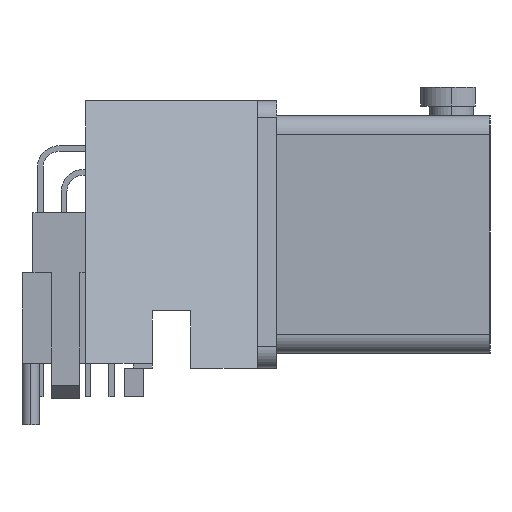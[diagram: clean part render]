
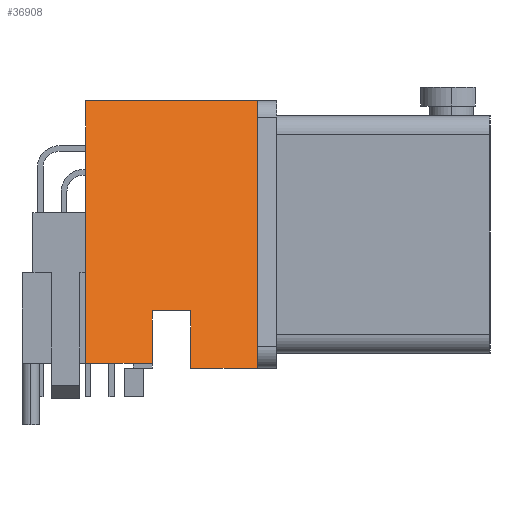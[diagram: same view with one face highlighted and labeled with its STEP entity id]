
A CAD part, left-side view. The second image highlights one B-rep face of the part: STEP entity #36908.
In plain terms, the highlighted planar face has unit normal (-0.93, 0, 0.366).
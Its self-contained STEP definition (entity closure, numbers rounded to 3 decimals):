
#211 = EDGE_CURVE ( 'NONE', #29093, #62504, #9484, .T. ) ;
#314 = LINE ( 'NONE', #23252, #69126 ) ;
#705 = CARTESIAN_POINT ( 'NONE',  ( -71.815, 17.87, 0. ) ) ;
#2175 = LINE ( 'NONE', #31844, #24455 ) ;
#2391 = LINE ( 'NONE', #14099, #6829 ) ;
#2568 = CARTESIAN_POINT ( 'NONE',  ( -65.4, 17.87, 16.285 ) ) ;
#3428 = DIRECTION ( 'NONE',  ( 0.367, 0., 0.93 ) ) ;
#4507 = EDGE_CURVE ( 'NONE', #46402, #62504, #314, .T. ) ;
#5442 = LINE ( 'NONE', #27554, #36288 ) ;
#5446 = VERTEX_POINT ( 'NONE', #68543 ) ;
#5493 = DIRECTION ( 'NONE',  ( -0.367, 0., -0.93 ) ) ;
#6829 = VECTOR ( 'NONE', #25622, 1000. ) ;
#7359 = VERTEX_POINT ( 'NONE', #19450 ) ;
#8764 = EDGE_CURVE ( 'NONE', #11526, #39489, #5442, .T. ) ;
#9295 = CARTESIAN_POINT ( 'NONE',  ( -60.786, 17.87, 28. ) ) ;
#9325 = LINE ( 'NONE', #65240, #70643 ) ;
#9484 = LINE ( 'NONE', #49278, #48555 ) ;
#11526 = VERTEX_POINT ( 'NONE', #61534 ) ;
#12055 = DIRECTION ( 'NONE',  ( 0., 1., 0. ) ) ;
#12217 = EDGE_CURVE ( 'NONE', #7359, #46402, #9325, .T. ) ;
#13852 = DIRECTION ( 'NONE',  ( 0.367, 0., 0.93 ) ) ;
#14099 = CARTESIAN_POINT ( 'NONE',  ( -71.815, 17.87, 0. ) ) ;
#14568 = ORIENTED_EDGE ( 'NONE', *, *, #12217, .T. ) ;
#14875 = DIRECTION ( 'NONE',  ( 0.367, 0., 0.93 ) ) ;
#15965 = VECTOR ( 'NONE', #5493, 1000. ) ;
#19450 = CARTESIAN_POINT ( 'NONE',  ( -66.874, -0.13, 12.544 ) ) ;
#19590 = LINE ( 'NONE', #54442, #36957 ) ;
#21399 = ORIENTED_EDGE ( 'NONE', *, *, #53547, .T. ) ;
#22690 = VERTEX_POINT ( 'NONE', #37972 ) ;
#23252 = CARTESIAN_POINT ( 'NONE',  ( -60.786, -0.13, 28. ) ) ;
#23486 = ORIENTED_EDGE ( 'NONE', *, *, #50311, .F. ) ;
#24455 = VECTOR ( 'NONE', #37897, 1000. ) ;
#24956 = CARTESIAN_POINT ( 'NONE',  ( -60.786, -0.13, 28. ) ) ;
#25622 = DIRECTION ( 'NONE',  ( 0.367, 0., 0.93 ) ) ;
#27226 = ORIENTED_EDGE ( 'NONE', *, *, #46882, .F. ) ;
#27554 = CARTESIAN_POINT ( 'NONE',  ( -71.618, -0.13, 0.5 ) ) ;
#28414 = ORIENTED_EDGE ( 'NONE', *, *, #70060, .F. ) ;
#29093 = VERTEX_POINT ( 'NONE', #2568 ) ;
#30626 = VERTEX_POINT ( 'NONE', #64098 ) ;
#31155 = DIRECTION ( 'NONE',  ( 0.367, 0., 0.93 ) ) ;
#31844 = CARTESIAN_POINT ( 'NONE',  ( -69.452, -0.13, 6. ) ) ;
#33045 = ORIENTED_EDGE ( 'NONE', *, *, #47919, .T. ) ;
#36288 = VECTOR ( 'NONE', #39607, 1000. ) ;
#36908 = ADVANCED_FACE ( 'NONE', ( #48465 ), #37566, .T. ) ;
#36957 = VECTOR ( 'NONE', #55187, 1000. ) ;
#37566 = PLANE ( 'NONE',  #57874 ) ;
#37580 = EDGE_CURVE ( 'NONE', #22690, #43652, #2175, .T. ) ;
#37790 = LINE ( 'NONE', #71966, #66922 ) ;
#37897 = DIRECTION ( 'NONE',  ( 0., 1., 0. ) ) ;
#37972 = CARTESIAN_POINT ( 'NONE',  ( -69.452, 6.87, 6. ) ) ;
#38567 = CARTESIAN_POINT ( 'NONE',  ( -71.618, 17.87, 0.5 ) ) ;
#39489 = VERTEX_POINT ( 'NONE', #38567 ) ;
#39607 = DIRECTION ( 'NONE',  ( 0., 1., 0. ) ) ;
#41176 = CARTESIAN_POINT ( 'NONE',  ( -71.815, 10.87, 0. ) ) ;
#43586 = CARTESIAN_POINT ( 'NONE',  ( -71.815, -0.13, 0. ) ) ;
#43652 = VERTEX_POINT ( 'NONE', #72600 ) ;
#46402 = VERTEX_POINT ( 'NONE', #24956 ) ;
#46882 = EDGE_CURVE ( 'NONE', #5446, #22690, #19590, .T. ) ;
#47146 = LINE ( 'NONE', #41176, #15965 ) ;
#47919 = EDGE_CURVE ( 'NONE', #5446, #30626, #52579, .T. ) ;
#48465 = FACE_OUTER_BOUND ( 'NONE', #57378, .T. ) ;
#48555 = VECTOR ( 'NONE', #3428, 1000. ) ;
#49278 = CARTESIAN_POINT ( 'NONE',  ( -71.815, 17.87, 0. ) ) ;
#49875 = ORIENTED_EDGE ( 'NONE', *, *, #37580, .F. ) ;
#50311 = EDGE_CURVE ( 'NONE', #43652, #11526, #47146, .T. ) ;
#51409 = VECTOR ( 'NONE', #53294, 1000. ) ;
#52579 = LINE ( 'NONE', #705, #51409 ) ;
#53294 = DIRECTION ( 'NONE',  ( 0., -1., 0. ) ) ;
#53547 = EDGE_CURVE ( 'NONE', #30626, #7359, #37790, .T. ) ;
#54442 = CARTESIAN_POINT ( 'NONE',  ( -71.815, 6.87, 0. ) ) ;
#55187 = DIRECTION ( 'NONE',  ( 0.367, 0., 0.93 ) ) ;
#56502 = ORIENTED_EDGE ( 'NONE', *, *, #211, .F. ) ;
#57378 = EDGE_LOOP ( 'NONE', ( #68848, #23486, #49875, #27226, #33045, #21399, #14568, #60863, #56502, #28414 ) ) ;
#57874 = AXIS2_PLACEMENT_3D ( 'NONE', #43586, #60409, #31155 ) ;
#60409 = DIRECTION ( 'NONE',  ( -0.93, 0., 0.367 ) ) ;
#60863 = ORIENTED_EDGE ( 'NONE', *, *, #4507, .T. ) ;
#61534 = CARTESIAN_POINT ( 'NONE',  ( -71.618, 10.87, 0.5 ) ) ;
#62504 = VERTEX_POINT ( 'NONE', #9295 ) ;
#64098 = CARTESIAN_POINT ( 'NONE',  ( -71.815, -0.13, 0. ) ) ;
#65240 = CARTESIAN_POINT ( 'NONE',  ( -71.815, -0.13, 0. ) ) ;
#66922 = VECTOR ( 'NONE', #14875, 1000. ) ;
#68543 = CARTESIAN_POINT ( 'NONE',  ( -71.815, 6.87, 0. ) ) ;
#68848 = ORIENTED_EDGE ( 'NONE', *, *, #8764, .F. ) ;
#69126 = VECTOR ( 'NONE', #12055, 1000. ) ;
#70060 = EDGE_CURVE ( 'NONE', #39489, #29093, #2391, .T. ) ;
#70643 = VECTOR ( 'NONE', #13852, 1000. ) ;
#71966 = CARTESIAN_POINT ( 'NONE',  ( -71.815, -0.13, 0. ) ) ;
#72600 = CARTESIAN_POINT ( 'NONE',  ( -69.452, 10.87, 6. ) ) ;
